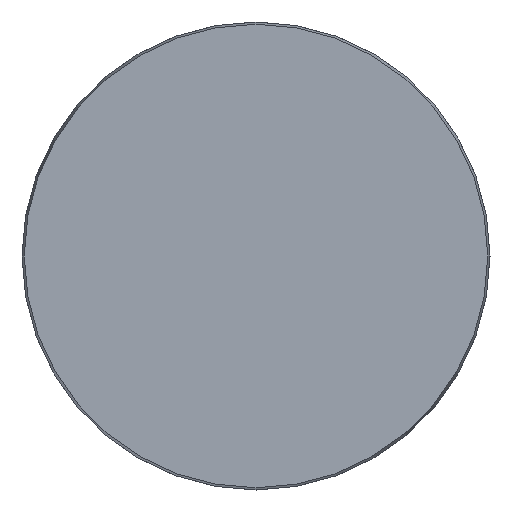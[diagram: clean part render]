
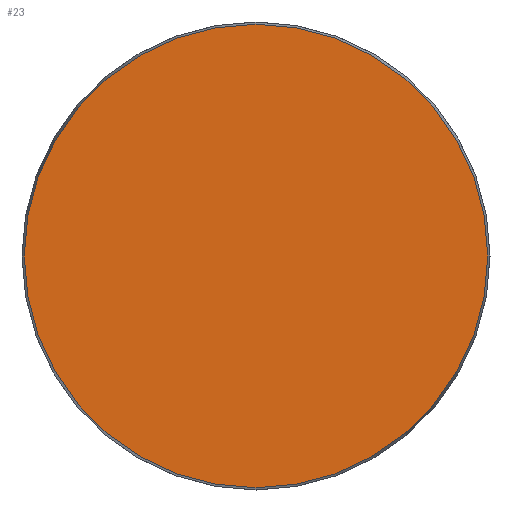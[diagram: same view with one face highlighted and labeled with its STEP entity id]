
A CAD part, front view. The second image highlights one B-rep face of the part: STEP entity #23.
In plain terms, the highlighted planar face has unit normal (0, -1, 0).
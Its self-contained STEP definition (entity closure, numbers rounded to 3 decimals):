
#22 = DIRECTION ( 'NONE',  ( 0., -1., 0. ) ) ;
#23 = ADVANCED_FACE ( 'NONE', ( #251 ), #533, .F. ) ;
#48 = ORIENTED_EDGE ( 'NONE', *, *, #418, .T. ) ;
#66 = CARTESIAN_POINT ( 'NONE',  ( 0., 0., 0. ) ) ;
#75 = CARTESIAN_POINT ( 'NONE',  ( -58.425, 0., 0. ) ) ;
#145 = EDGE_LOOP ( 'NONE', ( #48 ) ) ;
#231 = VERTEX_POINT ( 'NONE', #752 ) ;
#251 = FACE_OUTER_BOUND ( 'NONE', #145, .T. ) ;
#418 = EDGE_CURVE ( 'NONE', #231, #231, #650, .T. ) ;
#533 = PLANE ( 'NONE',  #583 ) ;
#534 = AXIS2_PLACEMENT_3D ( 'NONE', #66, #22, #543 ) ;
#543 = DIRECTION ( 'NONE',  ( 0., 0., -1. ) ) ;
#583 = AXIS2_PLACEMENT_3D ( 'NONE', #75, #606, #723 ) ;
#606 = DIRECTION ( 'NONE',  ( 0., 1., 0. ) ) ;
#650 = CIRCLE ( 'NONE', #534, 58.425 ) ;
#723 = DIRECTION ( 'NONE',  ( 0., 0., 1. ) ) ;
#752 = CARTESIAN_POINT ( 'NONE',  ( 0., 0., -58.425 ) ) ;
